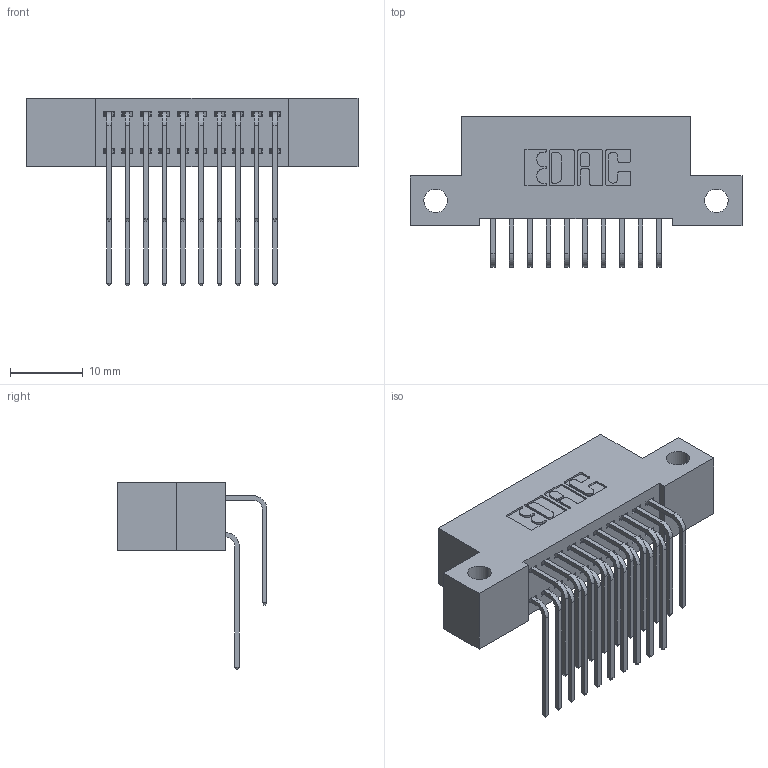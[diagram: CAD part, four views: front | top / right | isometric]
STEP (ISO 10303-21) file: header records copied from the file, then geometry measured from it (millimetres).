
FILE_DESCRIPTION (( 'STEP AP203' ), '1' );
FILE_NAME ('342-020-559-212.STEP', '2019-10-01T21:35:32', ( '' ), ( '' ), 'SwSTEP 2.0', 'SolidWorks 2016', '' );
FILE_SCHEMA (( 'CONFIG_CONTROL_DESIGN' ));
Length unit declared in the file: inch
Products named in the file (4): 342 Part_Side Mount; 345-292-001_558 559 Tail - 1; 345-292-001_559 Tail - 2; 342-020-559-212
Assembly tree (21 placements, depth 2):
  342-020-559-212
    342 Part_Side Mount
    345-292-001_558 559 Tail - 1  x10
    345-292-001_559 Tail - 2  x10
Bounding box: 45.72 x 20.64 x 25.78 mm (x, y, z)
Volume: 3997.9 mm3; surface area: 6081.3 mm2
Topology: 21 solids, 21 shells, 1190 faces, 3519 edges, 2318 vertices
Faces by surface type: plane 826, cylinder 364
Entity records: 12227 total; most frequent: CARTESIAN_POINT 2113, ORIENTED_EDGE 1998, DIRECTION 1843, EDGE_CURVE 999, LINE 831, VECTOR 831, VERTEX_POINT 662, AXIS2_PLACEMENT_3D 506
